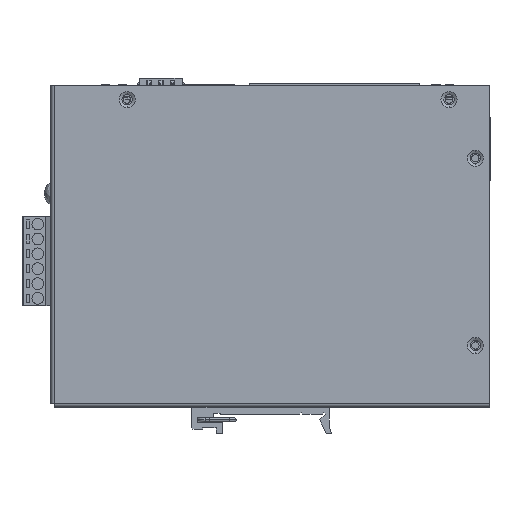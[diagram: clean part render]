
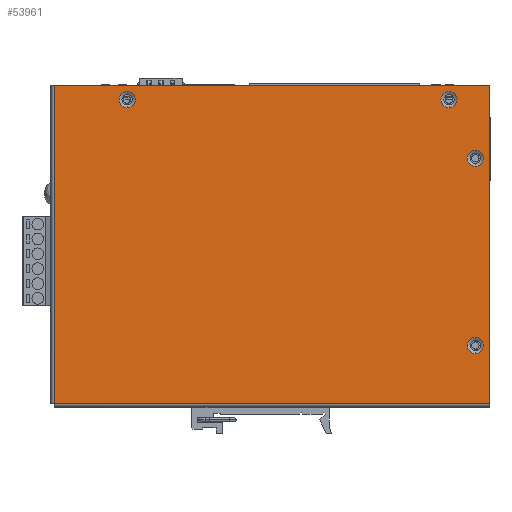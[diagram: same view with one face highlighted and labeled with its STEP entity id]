
A CAD part, left-side view. The second image highlights one B-rep face of the part: STEP entity #53961.
In plain terms, the highlighted face is planar.
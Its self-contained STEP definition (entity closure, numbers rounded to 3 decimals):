
#988 = VECTOR ( 'NONE', #60216, 1000. ) ;
#1689 = AXIS2_PLACEMENT_3D ( 'NONE', #36249, #20998, #46116 ) ;
#1743 = CIRCLE ( 'NONE', #14991, 2.75 ) ;
#1831 = EDGE_CURVE ( 'NONE', #52890, #54222, #24048, .T. ) ;
#2245 = LINE ( 'NONE', #54764, #50537 ) ;
#2276 = CIRCLE ( 'NONE', #15478, 2.75 ) ;
#2298 = CARTESIAN_POINT ( 'NONE',  ( 73.929, 1., -53.9 ) ) ;
#2709 = CARTESIAN_POINT ( 'NONE',  ( 73.9, 1., 55. ) ) ;
#4892 = DIRECTION ( 'NONE',  ( 0., 0., 1. ) ) ;
#5391 = VERTEX_POINT ( 'NONE', #24840 ) ;
#5759 = VECTOR ( 'NONE', #27290, 1000. ) ;
#5903 = EDGE_CURVE ( 'NONE', #12369, #51474, #35007, .T. ) ;
#7219 = DIRECTION ( 'NONE',  ( 0., -1., 0. ) ) ;
#7241 = DIRECTION ( 'NONE',  ( 0., -1., 0. ) ) ;
#7391 = LINE ( 'NONE', #2298, #988 ) ;
#7868 = PLANE ( 'NONE',  #12824 ) ;
#8116 = CARTESIAN_POINT ( 'NONE',  ( 49., 1., 52.75 ) ) ;
#9660 = LINE ( 'NONE', #48479, #42358 ) ;
#10219 = ORIENTED_EDGE ( 'NONE', *, *, #34574, .T. ) ;
#10305 = CARTESIAN_POINT ( 'NONE',  ( 49., 1., 50. ) ) ;
#10782 = VERTEX_POINT ( 'NONE', #2709 ) ;
#11479 = AXIS2_PLACEMENT_3D ( 'NONE', #57220, #48950, #29208 ) ;
#12201 = ORIENTED_EDGE ( 'NONE', *, *, #5903, .T. ) ;
#12369 = VERTEX_POINT ( 'NONE', #8116 ) ;
#12474 = EDGE_CURVE ( 'NONE', #51474, #12369, #35074, .T. ) ;
#12596 = DIRECTION ( 'NONE',  ( 0., 0., 1. ) ) ;
#12614 = CARTESIAN_POINT ( 'NONE',  ( -75., 1., 55. ) ) ;
#12824 = AXIS2_PLACEMENT_3D ( 'NONE', #12614, #61308, #41275 ) ;
#13531 = VERTEX_POINT ( 'NONE', #47008 ) ;
#13540 = CARTESIAN_POINT ( 'NONE',  ( -61., 1., 50. ) ) ;
#13594 = EDGE_CURVE ( 'NONE', #10782, #37466, #42223, .T. ) ;
#13893 = ORIENTED_EDGE ( 'NONE', *, *, #12474, .T. ) ;
#13980 = DIRECTION ( 'NONE',  ( 0., -1., 0. ) ) ;
#14306 = EDGE_CURVE ( 'NONE', #13531, #10782, #2245, .T. ) ;
#14991 = AXIS2_PLACEMENT_3D ( 'NONE', #25858, #50651, #16951 ) ;
#15458 = CARTESIAN_POINT ( 'NONE',  ( 73.9, 1., -53.9 ) ) ;
#15478 = AXIS2_PLACEMENT_3D ( 'NONE', #48006, #13980, #27973 ) ;
#16609 = VERTEX_POINT ( 'NONE', #16713 ) ;
#16713 = CARTESIAN_POINT ( 'NONE',  ( -61., 1., 52.75 ) ) ;
#16951 = DIRECTION ( 'NONE',  ( 0., 0., 1. ) ) ;
#17005 = CARTESIAN_POINT ( 'NONE',  ( -70., 1., -34. ) ) ;
#17102 = FACE_BOUND ( 'NONE', #51796, .T. ) ;
#17623 = DIRECTION ( 'NONE',  ( 0., -1., 0. ) ) ;
#18461 = CARTESIAN_POINT ( 'NONE',  ( -70., 1., -31.25 ) ) ;
#19902 = CARTESIAN_POINT ( 'NONE',  ( -70., 1., 32.75 ) ) ;
#20703 = CIRCLE ( 'NONE', #62403, 2.75 ) ;
#20929 = DIRECTION ( 'NONE',  ( 0., 0., 1. ) ) ;
#20998 = DIRECTION ( 'NONE',  ( 0., -1., 0. ) ) ;
#22175 = FACE_BOUND ( 'NONE', #38528, .T. ) ;
#22850 = ORIENTED_EDGE ( 'NONE', *, *, #35401, .T. ) ;
#23892 = CIRCLE ( 'NONE', #32018, 2.75 ) ;
#24048 = CIRCLE ( 'NONE', #1689, 2.75 ) ;
#24840 = CARTESIAN_POINT ( 'NONE',  ( -70., 1., -36.75 ) ) ;
#25858 = CARTESIAN_POINT ( 'NONE',  ( -70., 1., 30. ) ) ;
#26326 = CARTESIAN_POINT ( 'NONE',  ( 49., 1., 50. ) ) ;
#26659 = CARTESIAN_POINT ( 'NONE',  ( 73.9, 1., 55. ) ) ;
#27290 = DIRECTION ( 'NONE',  ( 0., 0., -1. ) ) ;
#27973 = DIRECTION ( 'NONE',  ( 0., 0., 1. ) ) ;
#29208 = DIRECTION ( 'NONE',  ( 0., 0., 1. ) ) ;
#31818 = ORIENTED_EDGE ( 'NONE', *, *, #32471, .T. ) ;
#31931 = DIRECTION ( 'NONE',  ( 0., 0., 1. ) ) ;
#32018 = AXIS2_PLACEMENT_3D ( 'NONE', #13540, #7219, #12596 ) ;
#32471 = EDGE_CURVE ( 'NONE', #49047, #13531, #9660, .T. ) ;
#32748 = EDGE_CURVE ( 'NONE', #54222, #52890, #1743, .T. ) ;
#33858 = DIRECTION ( 'NONE',  ( 0., -1., 0. ) ) ;
#34436 = ORIENTED_EDGE ( 'NONE', *, *, #32748, .T. ) ;
#34574 = EDGE_CURVE ( 'NONE', #16609, #41305, #2276, .T. ) ;
#35007 = CIRCLE ( 'NONE', #54302, 2.75 ) ;
#35074 = CIRCLE ( 'NONE', #46236, 2.75 ) ;
#35288 = EDGE_LOOP ( 'NONE', ( #36136, #34436 ) ) ;
#35327 = FACE_BOUND ( 'NONE', #46299, .T. ) ;
#35401 = EDGE_CURVE ( 'NONE', #51567, #5391, #54197, .T. ) ;
#36136 = ORIENTED_EDGE ( 'NONE', *, *, #1831, .T. ) ;
#36249 = CARTESIAN_POINT ( 'NONE',  ( -70., 1., 30. ) ) ;
#37189 = EDGE_CURVE ( 'NONE', #41305, #16609, #23892, .T. ) ;
#37466 = VERTEX_POINT ( 'NONE', #15458 ) ;
#38528 = EDGE_LOOP ( 'NONE', ( #12201, #13893 ) ) ;
#39150 = EDGE_LOOP ( 'NONE', ( #43647, #44190, #61586, #31818 ) ) ;
#39319 = CARTESIAN_POINT ( 'NONE',  ( -70., 1., 27.25 ) ) ;
#40787 = CARTESIAN_POINT ( 'NONE',  ( -75., 1., -53.9 ) ) ;
#40947 = CARTESIAN_POINT ( 'NONE',  ( -61., 1., 47.25 ) ) ;
#41275 = DIRECTION ( 'NONE',  ( 0., 0., 1. ) ) ;
#41305 = VERTEX_POINT ( 'NONE', #40947 ) ;
#42223 = LINE ( 'NONE', #26659, #5759 ) ;
#42328 = CARTESIAN_POINT ( 'NONE',  ( 49., 1., 47.25 ) ) ;
#42358 = VECTOR ( 'NONE', #51991, 1000. ) ;
#43371 = EDGE_CURVE ( 'NONE', #37466, #49047, #7391, .T. ) ;
#43647 = ORIENTED_EDGE ( 'NONE', *, *, #14306, .T. ) ;
#44190 = ORIENTED_EDGE ( 'NONE', *, *, #13594, .T. ) ;
#46116 = DIRECTION ( 'NONE',  ( 0., 0., 1. ) ) ;
#46236 = AXIS2_PLACEMENT_3D ( 'NONE', #10305, #33858, #4892 ) ;
#46299 = EDGE_LOOP ( 'NONE', ( #10219, #52889 ) ) ;
#47008 = CARTESIAN_POINT ( 'NONE',  ( -75., 1., 55. ) ) ;
#48006 = CARTESIAN_POINT ( 'NONE',  ( -61., 1., 50. ) ) ;
#48479 = CARTESIAN_POINT ( 'NONE',  ( -75., 1., -55. ) ) ;
#48950 = DIRECTION ( 'NONE',  ( 0., -1., 0. ) ) ;
#49047 = VERTEX_POINT ( 'NONE', #40787 ) ;
#49368 = DIRECTION ( 'NONE',  ( 1., 0., 0. ) ) ;
#49938 = EDGE_CURVE ( 'NONE', #5391, #51567, #20703, .T. ) ;
#50537 = VECTOR ( 'NONE', #49368, 1000. ) ;
#50651 = DIRECTION ( 'NONE',  ( 0., -1., 0. ) ) ;
#51120 = FACE_OUTER_BOUND ( 'NONE', #39150, .T. ) ;
#51474 = VERTEX_POINT ( 'NONE', #42328 ) ;
#51567 = VERTEX_POINT ( 'NONE', #18461 ) ;
#51796 = EDGE_LOOP ( 'NONE', ( #22850, #61746 ) ) ;
#51991 = DIRECTION ( 'NONE',  ( 0., 0., 1. ) ) ;
#52889 = ORIENTED_EDGE ( 'NONE', *, *, #37189, .T. ) ;
#52890 = VERTEX_POINT ( 'NONE', #19902 ) ;
#53961 = ADVANCED_FACE ( 'NONE', ( #22175, #17102, #35327, #61013, #51120 ), #7868, .T. ) ;
#54197 = CIRCLE ( 'NONE', #11479, 2.75 ) ;
#54222 = VERTEX_POINT ( 'NONE', #39319 ) ;
#54302 = AXIS2_PLACEMENT_3D ( 'NONE', #26326, #7241, #20929 ) ;
#54764 = CARTESIAN_POINT ( 'NONE',  ( -75., 1., 55. ) ) ;
#57220 = CARTESIAN_POINT ( 'NONE',  ( -70., 1., -34. ) ) ;
#60216 = DIRECTION ( 'NONE',  ( -1., 0., 0. ) ) ;
#61013 = FACE_BOUND ( 'NONE', #35288, .T. ) ;
#61308 = DIRECTION ( 'NONE',  ( 0., 1., 0. ) ) ;
#61586 = ORIENTED_EDGE ( 'NONE', *, *, #43371, .T. ) ;
#61746 = ORIENTED_EDGE ( 'NONE', *, *, #49938, .T. ) ;
#62403 = AXIS2_PLACEMENT_3D ( 'NONE', #17005, #17623, #31931 ) ;
